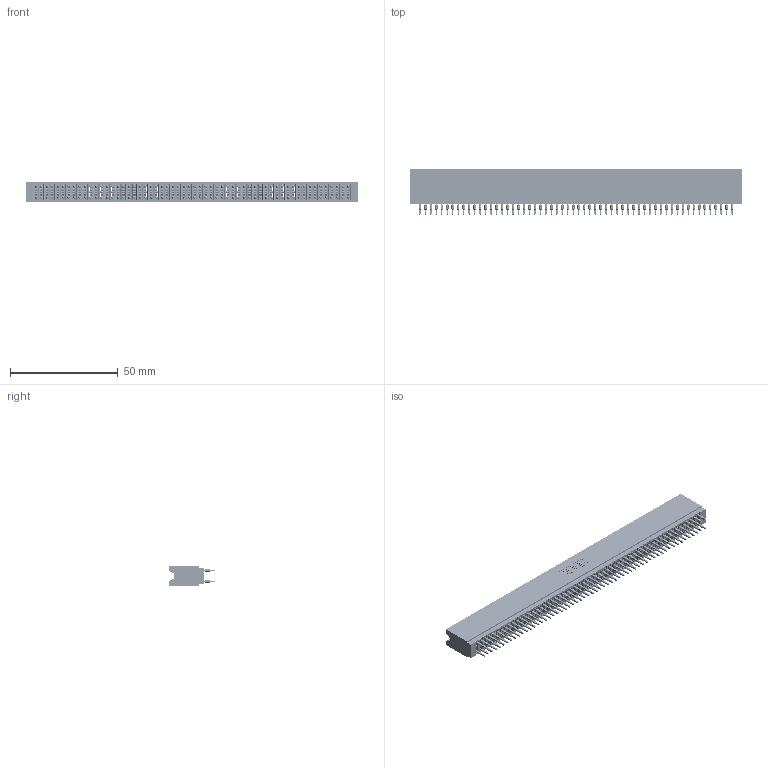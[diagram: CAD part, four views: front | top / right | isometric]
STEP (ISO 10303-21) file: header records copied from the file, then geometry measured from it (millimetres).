
FILE_DESCRIPTION (( 'STEP AP203' ), '1' );
FILE_NAME ('745-116-560-206.STEP', '2026-02-27T01:03:56', ( '' ), ( '' ), 'SwSTEP 2.0', 'SolidWorks 2023', '' );
FILE_SCHEMA (( 'CONFIG_CONTROL_DESIGN' ));
Length unit declared in the file: millimetre
Products named in the file (3): 745 Part_Insulator Option - 06; 745-292-001_560; 745-116-560-206
Assembly tree (117 placements, depth 2):
  745-116-560-206
    745 Part_Insulator Option - 06
    745-292-001_560  x116
Bounding box: 153.92 x 21.22 x 8.89 mm (x, y, z)
Volume: 14171.8 mm3; surface area: 31037.7 mm2
Topology: 117 solids, 117 shells, 11522 faces, 31522 edges, 20008 vertices
Faces by surface type: plane 5972, cylinder 2534, bspline 2320, torus 696
Entity records: 95803 total; most frequent: CARTESIAN_POINT 17116, ORIENTED_EDGE 16584, DIRECTION 14478, EDGE_CURVE 8292, LINE 7754, VECTOR 7754, VERTEX_POINT 5288, AXIS2_PLACEMENT_3D 3362
